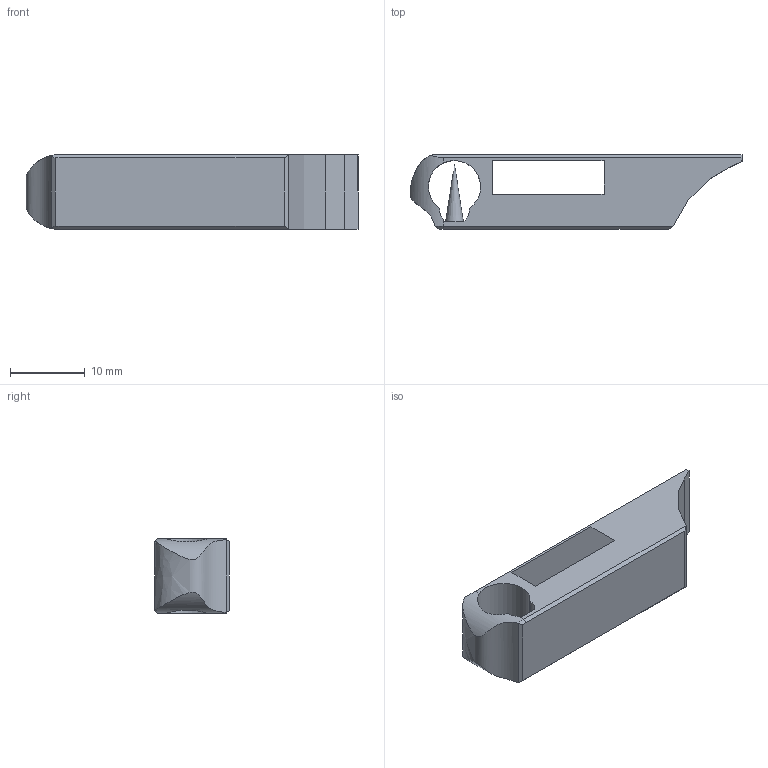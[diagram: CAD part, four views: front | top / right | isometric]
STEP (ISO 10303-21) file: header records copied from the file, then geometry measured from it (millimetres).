
FILE_DESCRIPTION(/* description */ (''),/* implementation_level */ '2;1');
FILE_NAME(/* name */ 'TempFloor_000_base.step',/* time_stamp */ '2018-04-05T22:52:34-05:00',/* author */ ('zoltanMEGRD'),/* organization */ (''),/* preprocessor_version */ 'ST-DEVELOPER v16.13',/* originating_system */ 'Autodesk Translation Framework v6.5.0.72',/* authorisation */ '');
FILE_SCHEMA (('AUTOMOTIVE_DESIGN { 1 0 10303 214 3 1 1 }'));
Length unit declared in the file: millimetre
Products named in the file (1): TempFloor_000_base
Bounding box: 44.49 x 10 x 10 mm (x, y, z)
Volume: 2303.3 mm3; surface area: 2250.7 mm2
Topology: 2 solids, 2 shells, 33 faces, 94 edges, 62 vertices
Faces by surface type: plane 21, cylinder 7, cone 3, bspline 2
Entity records: 1252 total; most frequent: CARTESIAN_POINT 381, ORIENTED_EDGE 186, DIRECTION 155, EDGE_CURVE 93, VERTEX_POINT 62, LINE 59, VECTOR 59, AXIS2_PLACEMENT_3D 48
